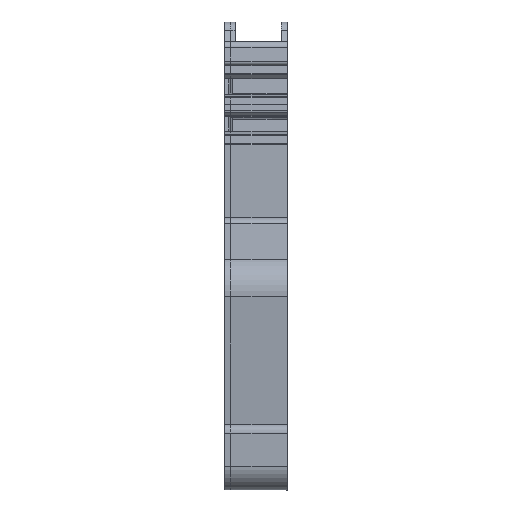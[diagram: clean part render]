
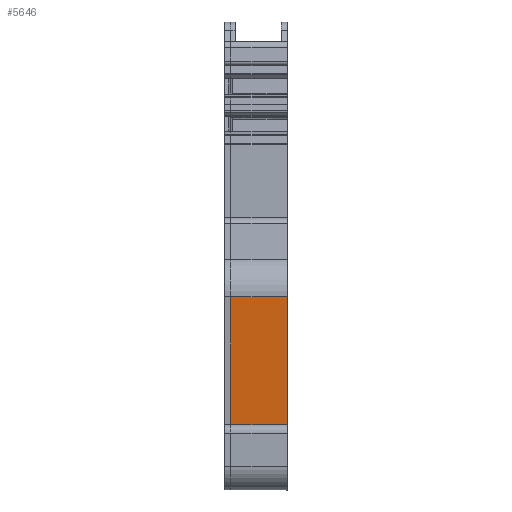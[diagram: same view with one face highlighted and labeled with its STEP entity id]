
A CAD part, front view. The second image highlights one B-rep face of the part: STEP entity #5646.
In plain terms, the highlighted planar face has unit normal (0, -0.995, -0.104).
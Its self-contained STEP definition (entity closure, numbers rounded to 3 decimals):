
#5626=AXIS2_PLACEMENT_3D('Plane Axis2P3D',#5623,#5624,#5625) ;
#4587=CARTESIAN_POINT('Vertex',(5.1,1.766,15.705)) ;
#4590=CARTESIAN_POINT('Line Origine',(5.1,2.337,10.279)) ;
#4594=CARTESIAN_POINT('Vertex',(5.1,2.907,4.854)) ;
#5606=CARTESIAN_POINT('Vertex',(0.5,2.907,4.854)) ;
#5609=CARTESIAN_POINT('Line Origine',(2.55,2.907,4.854)) ;
#5623=CARTESIAN_POINT('Axis2P3D Location',(0.,1.766,15.705)) ;
#5628=CARTESIAN_POINT('Line Origine',(2.8,1.766,15.705)) ;
#5632=CARTESIAN_POINT('Vertex',(0.5,1.766,15.705)) ;
#5635=CARTESIAN_POINT('Line Origine',(0.5,2.337,10.279)) ;
#4591=DIRECTION('Vector Direction',(0.,-0.105,0.995)) ;
#5610=DIRECTION('Vector Direction',(1.,0.,0.)) ;
#5624=DIRECTION('Axis2P3D Direction',(0.,-0.995,-0.105)) ;
#5625=DIRECTION('Axis2P3D XDirection',(0.,0.105,-0.995)) ;
#5629=DIRECTION('Vector Direction',(1.,0.,0.)) ;
#5636=DIRECTION('Vector Direction',(0.,0.105,-0.995)) ;
#4592=VECTOR('Line Direction',#4591,1.) ;
#5611=VECTOR('Line Direction',#5610,1.) ;
#5630=VECTOR('Line Direction',#5629,1.) ;
#5637=VECTOR('Line Direction',#5636,1.) ;
#5641=ORIENTED_EDGE('',*,*,#5613,.T.) ;
#5642=ORIENTED_EDGE('',*,*,#4596,.F.) ;
#5643=ORIENTED_EDGE('',*,*,#5634,.F.) ;
#5644=ORIENTED_EDGE('',*,*,#5639,.T.) ;
#5646=ADVANCED_FACE('KLTR ZPE 2.5N/3AN FS 797944\\KLTR ZPE 2.5N/3AN',(#5645),#5627,.T.) ;
#4596=EDGE_CURVE('',#4588,#4595,#4593,.F.) ;
#5613=EDGE_CURVE('',#5607,#4595,#5612,.T.) ;
#5634=EDGE_CURVE('',#5633,#4588,#5631,.T.) ;
#5639=EDGE_CURVE('',#5633,#5607,#5638,.T.) ;
#5640=EDGE_LOOP('',(#5641,#5642,#5643,#5644)) ;
#5645=FACE_OUTER_BOUND('',#5640,.T.) ;
#4593=LINE('Line',#4590,#4592) ;
#5612=LINE('Line',#5609,#5611) ;
#5631=LINE('Line',#5628,#5630) ;
#5638=LINE('Line',#5635,#5637) ;
#5627=PLANE('',#5626) ;
#4588=VERTEX_POINT('',#4587) ;
#4595=VERTEX_POINT('',#4594) ;
#5607=VERTEX_POINT('',#5606) ;
#5633=VERTEX_POINT('',#5632) ;
